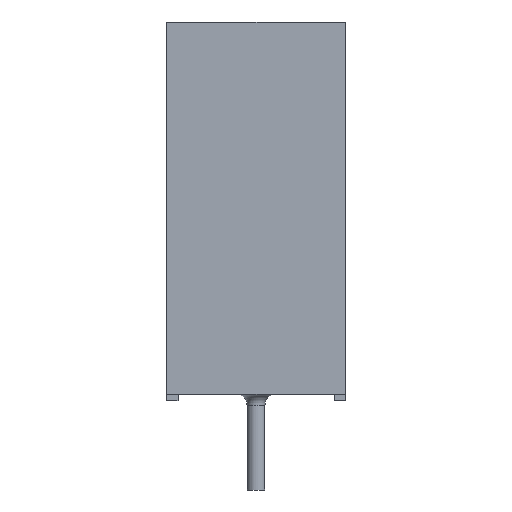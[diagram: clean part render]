
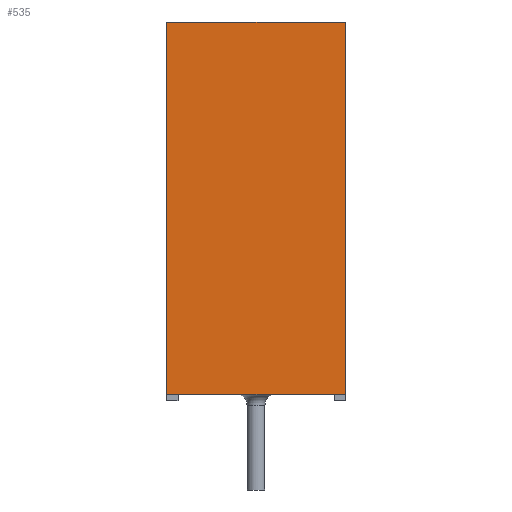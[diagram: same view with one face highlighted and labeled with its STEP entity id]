
A CAD part, left-side view. The second image highlights one B-rep face of the part: STEP entity #535.
In plain terms, the highlighted planar face has unit normal (-1, 0, 0).
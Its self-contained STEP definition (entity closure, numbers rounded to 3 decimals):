
#535 = ADVANCED_FACE( '', ( #1161 ), #1162, .F. );
#1161 = FACE_OUTER_BOUND( '', #1929, .T. );
#1162 = PLANE( '', #1930 );
#1929 = EDGE_LOOP( '', ( #3880, #3881, #3882, #3883 ) );
#1930 = AXIS2_PLACEMENT_3D( '', #3884, #3885, #3886 );
#3880 = ORIENTED_EDGE( '', *, *, #5525, .T. );
#3881 = ORIENTED_EDGE( '', *, *, #5207, .F. );
#3882 = ORIENTED_EDGE( '', *, *, #5526, .F. );
#3883 = ORIENTED_EDGE( '', *, *, #5527, .T. );
#3884 = CARTESIAN_POINT( '', ( -15.5, -4., 8.35 ) );
#3885 = DIRECTION( '', ( 1., 0., 0. ) );
#3886 = DIRECTION( '', ( 0., 0., -1. ) );
#5207 = EDGE_CURVE( '', #6188, #6190, #6191, .T. );
#5525 = EDGE_CURVE( '', #6654, #6190, #6655, .T. );
#5526 = EDGE_CURVE( '', #6656, #6188, #6657, .T. );
#5527 = EDGE_CURVE( '', #6656, #6654, #6658, .T. );
#6188 = VERTEX_POINT( '', #8037 );
#6190 = VERTEX_POINT( '', #8040 );
#6191 = LINE( '', #8041, #8042 );
#6654 = VERTEX_POINT( '', #9461 );
#6655 = LINE( '', #9462, #9463 );
#6656 = VERTEX_POINT( '', #9464 );
#6657 = LINE( '', #9465, #9466 );
#6658 = LINE( '', #9467, #9468 );
#8037 = CARTESIAN_POINT( '', ( -15.5, -4., -8.35 ) );
#8040 = CARTESIAN_POINT( '', ( -15.5, 4., -8.35 ) );
#8041 = CARTESIAN_POINT( '', ( -15.5, -4., -8.35 ) );
#8042 = VECTOR( '', #10262, 1000. );
#9461 = CARTESIAN_POINT( '', ( -15.5, 4., 8.35 ) );
#9462 = CARTESIAN_POINT( '', ( -15.5, 4., 8.35 ) );
#9463 = VECTOR( '', #10398, 1000. );
#9464 = CARTESIAN_POINT( '', ( -15.5, -4., 8.35 ) );
#9465 = CARTESIAN_POINT( '', ( -15.5, -4., 8.35 ) );
#9466 = VECTOR( '', #10399, 1000. );
#9467 = CARTESIAN_POINT( '', ( -15.5, -4., 8.35 ) );
#9468 = VECTOR( '', #10400, 1000. );
#10262 = DIRECTION( '', ( 0., 1., 0. ) );
#10398 = DIRECTION( '', ( 0., 0., -1. ) );
#10399 = DIRECTION( '', ( 0., 0., -1. ) );
#10400 = DIRECTION( '', ( 0., 1., 0. ) );
